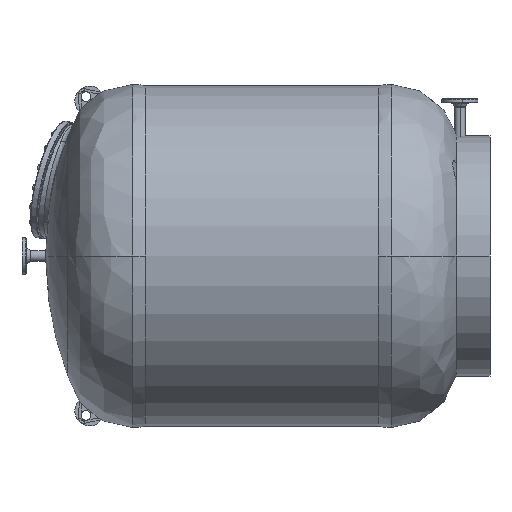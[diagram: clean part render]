
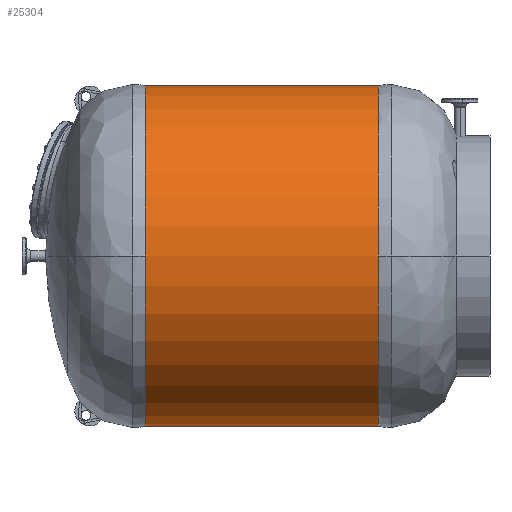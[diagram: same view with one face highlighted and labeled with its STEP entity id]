
A CAD part, left-side view. The second image highlights one B-rep face of the part: STEP entity #25304.
In plain terms, the highlighted cylindrical face has radius 709 mm (diameter 1418 mm), a partial arc.
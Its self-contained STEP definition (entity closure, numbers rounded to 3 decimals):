
#616 = VERTEX_POINT ( 'NONE', #53521 ) ;
#1953 = CARTESIAN_POINT ( 'NONE',  ( 419.767, 1428.38, 2233.971 ) ) ;
#1974 = EDGE_CURVE ( 'NONE', #17853, #42515, #11364, .T. ) ;
#2079 = VECTOR ( 'NONE', #51753, 1000. ) ;
#2331 = CARTESIAN_POINT ( 'NONE',  ( 419.767, 53.848, 815.971 ) ) ;
#4234 = DIRECTION ( 'NONE',  ( 0., 0., 1. ) ) ;
#4822 = DIRECTION ( 'NONE',  ( 0., 0., 1. ) ) ;
#7001 = DIRECTION ( 'NONE',  ( 0., 1., 0. ) ) ;
#7334 = CARTESIAN_POINT ( 'NONE',  ( 419.767, 53.848, 1524.971 ) ) ;
#8365 = VERTEX_POINT ( 'NONE', #1953 ) ;
#9430 = ORIENTED_EDGE ( 'NONE', *, *, #19954, .T. ) ;
#11364 = CIRCLE ( 'NONE', #51406, 709. ) ;
#12058 = CIRCLE ( 'NONE', #33060, 709. ) ;
#12511 = CYLINDRICAL_SURFACE ( 'NONE', #39833, 709. ) ;
#13935 = CARTESIAN_POINT ( 'NONE',  ( 419.767, 1428.38, 1524.971 ) ) ;
#14841 = AXIS2_PLACEMENT_3D ( 'NONE', #28717, #7001, #37519 ) ;
#15755 = CARTESIAN_POINT ( 'NONE',  ( 419.767, 457.317, 815.971 ) ) ;
#17238 = VERTEX_POINT ( 'NONE', #44232 ) ;
#17853 = VERTEX_POINT ( 'NONE', #15755 ) ;
#19672 = AXIS2_PLACEMENT_3D ( 'NONE', #26490, #43851, #4822 ) ;
#19954 = EDGE_CURVE ( 'NONE', #42515, #17238, #42082, .T. ) ;
#21114 = VERTEX_POINT ( 'NONE', #48772 ) ;
#21624 = EDGE_CURVE ( 'NONE', #616, #21114, #12058, .T. ) ;
#21625 = LINE ( 'NONE', #26406, #2079 ) ;
#21841 = ORIENTED_EDGE ( 'NONE', *, *, #21624, .T. ) ;
#22886 = EDGE_CURVE ( 'NONE', #8365, #616, #30500, .T. ) ;
#25304 = ADVANCED_FACE ( 'NONE', ( #54964 ), #12511, .T. ) ;
#25912 = DIRECTION ( 'NONE',  ( 0., 0., 1. ) ) ;
#26406 = CARTESIAN_POINT ( 'NONE',  ( 419.767, 53.848, 2233.971 ) ) ;
#26490 = CARTESIAN_POINT ( 'NONE',  ( 419.767, 1428.38, 1524.971 ) ) ;
#28717 = CARTESIAN_POINT ( 'NONE',  ( 419.767, 457.317, 1524.971 ) ) ;
#29107 = EDGE_CURVE ( 'NONE', #17853, #21114, #41355, .T. ) ;
#30500 = CIRCLE ( 'NONE', #19672, 709. ) ;
#32126 = EDGE_CURVE ( 'NONE', #17238, #8365, #21625, .T. ) ;
#33060 = AXIS2_PLACEMENT_3D ( 'NONE', #13935, #43298, #4234 ) ;
#34054 = ORIENTED_EDGE ( 'NONE', *, *, #32126, .T. ) ;
#34682 = ORIENTED_EDGE ( 'NONE', *, *, #29107, .F. ) ;
#35060 = DIRECTION ( 'NONE',  ( 0., 1., 0. ) ) ;
#37519 = DIRECTION ( 'NONE',  ( 0., 0., 1. ) ) ;
#39833 = AXIS2_PLACEMENT_3D ( 'NONE', #7334, #50969, #51264 ) ;
#39875 = ORIENTED_EDGE ( 'NONE', *, *, #1974, .T. ) ;
#41355 = LINE ( 'NONE', #2331, #50272 ) ;
#42082 = CIRCLE ( 'NONE', #14841, 709. ) ;
#42515 = VERTEX_POINT ( 'NONE', #44778 ) ;
#43298 = DIRECTION ( 'NONE',  ( 0., -1., 0. ) ) ;
#43851 = DIRECTION ( 'NONE',  ( 0., -1., 0. ) ) ;
#44232 = CARTESIAN_POINT ( 'NONE',  ( 419.767, 457.317, 2233.971 ) ) ;
#44778 = CARTESIAN_POINT ( 'NONE',  ( -289.233, 457.317, 1524.971 ) ) ;
#48772 = CARTESIAN_POINT ( 'NONE',  ( 419.767, 1428.38, 815.971 ) ) ;
#49189 = ORIENTED_EDGE ( 'NONE', *, *, #22886, .T. ) ;
#50272 = VECTOR ( 'NONE', #35060, 1000. ) ;
#50969 = DIRECTION ( 'NONE',  ( 0., 1., 0. ) ) ;
#51264 = DIRECTION ( 'NONE',  ( 0., 0., 1. ) ) ;
#51406 = AXIS2_PLACEMENT_3D ( 'NONE', #56350, #52638, #25912 ) ;
#51753 = DIRECTION ( 'NONE',  ( 0., 1., 0. ) ) ;
#52638 = DIRECTION ( 'NONE',  ( 0., 1., 0. ) ) ;
#53521 = CARTESIAN_POINT ( 'NONE',  ( -289.233, 1428.38, 1524.971 ) ) ;
#54964 = FACE_OUTER_BOUND ( 'NONE', #55691, .T. ) ;
#55691 = EDGE_LOOP ( 'NONE', ( #34682, #39875, #9430, #34054, #49189, #21841 ) ) ;
#56350 = CARTESIAN_POINT ( 'NONE',  ( 419.767, 457.317, 1524.971 ) ) ;
